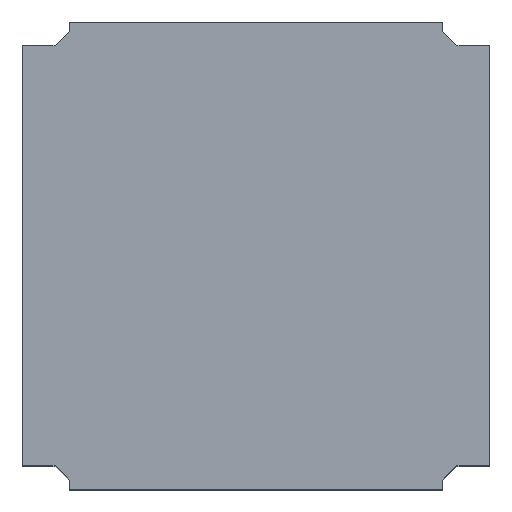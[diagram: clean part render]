
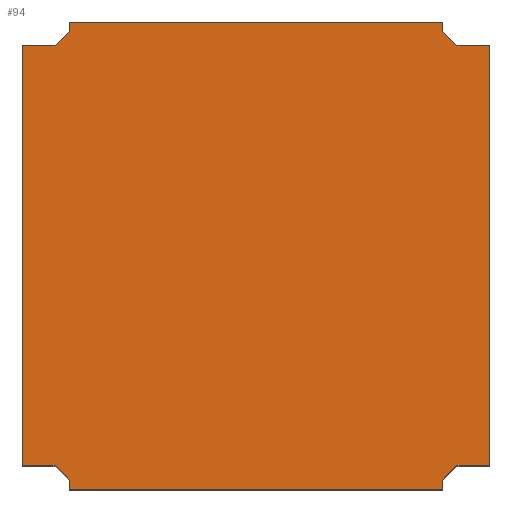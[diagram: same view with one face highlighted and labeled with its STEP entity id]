
A CAD part, top view. The second image highlights one B-rep face of the part: STEP entity #94.
In plain terms, the highlighted planar face has unit normal (0, 0, 1).
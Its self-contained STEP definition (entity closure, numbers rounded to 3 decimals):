
#15 = EDGE_CURVE ( 'NONE', #382, #1064, #2528, .T. ) ;
#27 = VECTOR ( 'NONE', #992, 1000. ) ;
#60 = ORIENTED_EDGE ( 'NONE', *, *, #2829, .T. ) ;
#65 = LINE ( 'NONE', #1278, #27 ) ;
#94 = ADVANCED_FACE ( 'NONE', ( #2469 ), #340, .F. ) ;
#110 = DIRECTION ( 'NONE',  ( 0., 0., -1. ) ) ;
#144 = CARTESIAN_POINT ( 'NONE',  ( -2.15, 2.25, 4. ) ) ;
#263 = AXIS2_PLACEMENT_3D ( 'NONE', #1271, #110, #1039 ) ;
#279 = DIRECTION ( 'NONE',  ( 0., 1., 0. ) ) ;
#284 = CARTESIAN_POINT ( 'NONE',  ( 2., 2.5, 4. ) ) ;
#327 = ORIENTED_EDGE ( 'NONE', *, *, #2516, .T. ) ;
#340 = PLANE ( 'NONE',  #263 ) ;
#349 = CARTESIAN_POINT ( 'NONE',  ( 2., 2.5, 4. ) ) ;
#363 = VERTEX_POINT ( 'NONE', #2062 ) ;
#382 = VERTEX_POINT ( 'NONE', #144 ) ;
#448 = DIRECTION ( 'NONE',  ( -1., 0., 0. ) ) ;
#477 = DIRECTION ( 'NONE',  ( -1., 0., 0. ) ) ;
#517 = LINE ( 'NONE', #1019, #1754 ) ;
#540 = CARTESIAN_POINT ( 'NONE',  ( 2.5, -2.25, 4. ) ) ;
#559 = DIRECTION ( 'NONE',  ( 0., 1., 0. ) ) ;
#565 = ORIENTED_EDGE ( 'NONE', *, *, #772, .T. ) ;
#597 = VECTOR ( 'NONE', #1619, 1000. ) ;
#606 = VERTEX_POINT ( 'NONE', #1480 ) ;
#633 = ORIENTED_EDGE ( 'NONE', *, *, #15, .T. ) ;
#675 = CARTESIAN_POINT ( 'NONE',  ( 2.15, 2.25, 4. ) ) ;
#678 = VERTEX_POINT ( 'NONE', #540 ) ;
#702 = LINE ( 'NONE', #1895, #900 ) ;
#709 = CARTESIAN_POINT ( 'NONE',  ( -2., 2.5, 4. ) ) ;
#772 = EDGE_CURVE ( 'NONE', #1879, #1810, #1428, .T. ) ;
#773 = ORIENTED_EDGE ( 'NONE', *, *, #1485, .T. ) ;
#835 = ORIENTED_EDGE ( 'NONE', *, *, #1005, .T. ) ;
#895 = VERTEX_POINT ( 'NONE', #2025 ) ;
#900 = VECTOR ( 'NONE', #279, 1000. ) ;
#985 = DIRECTION ( 'NONE',  ( 1., 0., 0. ) ) ;
#992 = DIRECTION ( 'NONE',  ( 0., -1., 0. ) ) ;
#993 = VECTOR ( 'NONE', #2674, 1000. ) ;
#1005 = EDGE_CURVE ( 'NONE', #363, #2308, #2821, .T. ) ;
#1016 = DIRECTION ( 'NONE',  ( -0.707, -0.707, 0. ) ) ;
#1019 = CARTESIAN_POINT ( 'NONE',  ( -2.15, -2.25, 4. ) ) ;
#1039 = DIRECTION ( 'NONE',  ( 0., -1., 0. ) ) ;
#1047 = EDGE_CURVE ( 'NONE', #895, #2023, #2835, .T. ) ;
#1064 = VERTEX_POINT ( 'NONE', #2805 ) ;
#1078 = EDGE_CURVE ( 'NONE', #1238, #363, #2851, .T. ) ;
#1086 = DIRECTION ( 'NONE',  ( -1., 0., 0. ) ) ;
#1107 = EDGE_CURVE ( 'NONE', #2023, #1879, #1725, .T. ) ;
#1144 = EDGE_CURVE ( 'NONE', #1775, #895, #517, .T. ) ;
#1162 = CARTESIAN_POINT ( 'NONE',  ( 2.5, -2.25, 4. ) ) ;
#1238 = VERTEX_POINT ( 'NONE', #349 ) ;
#1240 = CARTESIAN_POINT ( 'NONE',  ( 2., -2.5, 4. ) ) ;
#1271 = CARTESIAN_POINT ( 'NONE',  ( 0., 0., 4. ) ) ;
#1278 = CARTESIAN_POINT ( 'NONE',  ( -2.5, -2.25, 4. ) ) ;
#1281 = ORIENTED_EDGE ( 'NONE', *, *, #1930, .T. ) ;
#1306 = DIRECTION ( 'NONE',  ( -0.707, 0.707, 0. ) ) ;
#1323 = ORIENTED_EDGE ( 'NONE', *, *, #1144, .T. ) ;
#1339 = DIRECTION ( 'NONE',  ( 1., 0., 0. ) ) ;
#1349 = VECTOR ( 'NONE', #2112, 1000. ) ;
#1355 = VECTOR ( 'NONE', #1016, 1000. ) ;
#1402 = VECTOR ( 'NONE', #1944, 1000. ) ;
#1428 = LINE ( 'NONE', #1240, #993 ) ;
#1445 = CARTESIAN_POINT ( 'NONE',  ( 2., -2.5, 4. ) ) ;
#1466 = EDGE_LOOP ( 'NONE', ( #1323, #2824, #2083, #565, #2501, #3025, #60, #2317, #1973, #773, #1281, #1912, #835, #327, #633, #2786 ) ) ;
#1480 = CARTESIAN_POINT ( 'NONE',  ( 2.5, 2.25, 4. ) ) ;
#1482 = LINE ( 'NONE', #2484, #2287 ) ;
#1485 = EDGE_CURVE ( 'NONE', #2861, #2078, #1482, .T. ) ;
#1486 = LINE ( 'NONE', #2929, #1355 ) ;
#1489 = EDGE_CURVE ( 'NONE', #1064, #1775, #65, .T. ) ;
#1509 = CARTESIAN_POINT ( 'NONE',  ( -2., -2.5, 4. ) ) ;
#1546 = VECTOR ( 'NONE', #477, 1000. ) ;
#1553 = VECTOR ( 'NONE', #2047, 1000. ) ;
#1619 = DIRECTION ( 'NONE',  ( 0., -1., 0. ) ) ;
#1647 = DIRECTION ( 'NONE',  ( 0.707, -0.707, 0. ) ) ;
#1654 = VECTOR ( 'NONE', #1339, 1000. ) ;
#1678 = CARTESIAN_POINT ( 'NONE',  ( -2., -2.4, 4. ) ) ;
#1685 = CARTESIAN_POINT ( 'NONE',  ( 2.5, 2.25, 4. ) ) ;
#1725 = LINE ( 'NONE', #1509, #1402 ) ;
#1754 = VECTOR ( 'NONE', #985, 1000. ) ;
#1775 = VERTEX_POINT ( 'NONE', #2577 ) ;
#1783 = VERTEX_POINT ( 'NONE', #2345 ) ;
#1810 = VERTEX_POINT ( 'NONE', #1445 ) ;
#1839 = VERTEX_POINT ( 'NONE', #1908 ) ;
#1879 = VERTEX_POINT ( 'NONE', #2145 ) ;
#1895 = CARTESIAN_POINT ( 'NONE',  ( 2., -2.4, 4. ) ) ;
#1908 = CARTESIAN_POINT ( 'NONE',  ( 2.15, -2.25, 4. ) ) ;
#1912 = ORIENTED_EDGE ( 'NONE', *, *, #1078, .T. ) ;
#1930 = EDGE_CURVE ( 'NONE', #2078, #1238, #2675, .T. ) ;
#1944 = DIRECTION ( 'NONE',  ( 0., -1., 0. ) ) ;
#1973 = ORIENTED_EDGE ( 'NONE', *, *, #2057, .T. ) ;
#2023 = VERTEX_POINT ( 'NONE', #2988 ) ;
#2025 = CARTESIAN_POINT ( 'NONE',  ( -2.15, -2.25, 4. ) ) ;
#2032 = CARTESIAN_POINT ( 'NONE',  ( 2.021, -2.379, 4. ) ) ;
#2047 = DIRECTION ( 'NONE',  ( 0.707, 0.707, 0. ) ) ;
#2057 = EDGE_CURVE ( 'NONE', #606, #2861, #2573, .T. ) ;
#2062 = CARTESIAN_POINT ( 'NONE',  ( -2., 2.5, 4. ) ) ;
#2078 = VERTEX_POINT ( 'NONE', #2141 ) ;
#2083 = ORIENTED_EDGE ( 'NONE', *, *, #1107, .T. ) ;
#2112 = DIRECTION ( 'NONE',  ( 0., 1., 0. ) ) ;
#2116 = CARTESIAN_POINT ( 'NONE',  ( -2., 2.4, 4. ) ) ;
#2141 = CARTESIAN_POINT ( 'NONE',  ( 2., 2.4, 4. ) ) ;
#2145 = CARTESIAN_POINT ( 'NONE',  ( -2., -2.5, 4. ) ) ;
#2256 = EDGE_CURVE ( 'NONE', #1783, #1839, #2476, .T. ) ;
#2283 = VECTOR ( 'NONE', #1647, 1000. ) ;
#2287 = VECTOR ( 'NONE', #1306, 1000. ) ;
#2308 = VERTEX_POINT ( 'NONE', #2505 ) ;
#2317 = ORIENTED_EDGE ( 'NONE', *, *, #2978, .T. ) ;
#2345 = CARTESIAN_POINT ( 'NONE',  ( 2., -2.4, 4. ) ) ;
#2469 = FACE_OUTER_BOUND ( 'NONE', #1466, .T. ) ;
#2476 = LINE ( 'NONE', #2032, #1553 ) ;
#2484 = CARTESIAN_POINT ( 'NONE',  ( 2., 2.4, 4. ) ) ;
#2501 = ORIENTED_EDGE ( 'NONE', *, *, #2992, .T. ) ;
#2505 = CARTESIAN_POINT ( 'NONE',  ( -2., 2.4, 4. ) ) ;
#2516 = EDGE_CURVE ( 'NONE', #2308, #382, #1486, .T. ) ;
#2528 = LINE ( 'NONE', #2547, #2597 ) ;
#2547 = CARTESIAN_POINT ( 'NONE',  ( -2.5, 2.25, 4. ) ) ;
#2573 = LINE ( 'NONE', #675, #3000 ) ;
#2577 = CARTESIAN_POINT ( 'NONE',  ( -2.5, -2.25, 4. ) ) ;
#2597 = VECTOR ( 'NONE', #1086, 1000. ) ;
#2643 = VECTOR ( 'NONE', #559, 1000. ) ;
#2674 = DIRECTION ( 'NONE',  ( 1., 0., 0. ) ) ;
#2675 = LINE ( 'NONE', #284, #2643 ) ;
#2786 = ORIENTED_EDGE ( 'NONE', *, *, #1489, .T. ) ;
#2798 = CARTESIAN_POINT ( 'NONE',  ( 2.15, 2.25, 4. ) ) ;
#2805 = CARTESIAN_POINT ( 'NONE',  ( -2.5, 2.25, 4. ) ) ;
#2821 = LINE ( 'NONE', #2116, #597 ) ;
#2824 = ORIENTED_EDGE ( 'NONE', *, *, #1047, .T. ) ;
#2829 = EDGE_CURVE ( 'NONE', #1839, #678, #3002, .T. ) ;
#2835 = LINE ( 'NONE', #1678, #2283 ) ;
#2851 = LINE ( 'NONE', #709, #1546 ) ;
#2861 = VERTEX_POINT ( 'NONE', #2798 ) ;
#2929 = CARTESIAN_POINT ( 'NONE',  ( -2.15, 2.25, 4. ) ) ;
#2978 = EDGE_CURVE ( 'NONE', #678, #606, #3071, .T. ) ;
#2988 = CARTESIAN_POINT ( 'NONE',  ( -2., -2.4, 4. ) ) ;
#2992 = EDGE_CURVE ( 'NONE', #1810, #1783, #702, .T. ) ;
#3000 = VECTOR ( 'NONE', #448, 1000. ) ;
#3002 = LINE ( 'NONE', #1162, #1654 ) ;
#3025 = ORIENTED_EDGE ( 'NONE', *, *, #2256, .T. ) ;
#3071 = LINE ( 'NONE', #1685, #1349 ) ;
